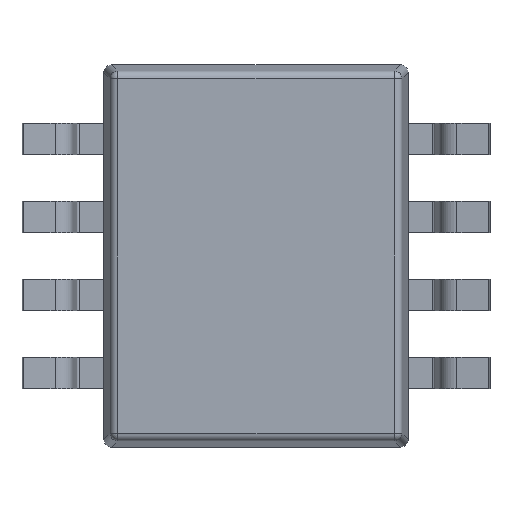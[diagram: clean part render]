
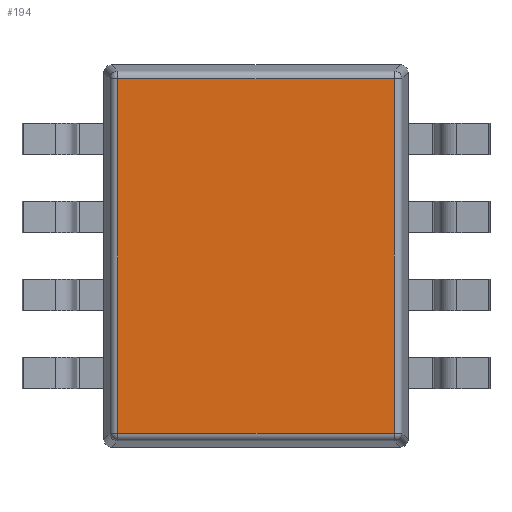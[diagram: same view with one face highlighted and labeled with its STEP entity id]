
A CAD part, front view. The second image highlights one B-rep face of the part: STEP entity #194.
In plain terms, the highlighted planar face has unit normal (0, -1, 0).
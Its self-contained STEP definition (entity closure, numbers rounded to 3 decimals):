
#194 = ADVANCED_FACE ( 'NONE', ( #334 ), #4664, .T. ) ;
#212 = CARTESIAN_POINT ( 'NONE',  ( 1.772, 0.25, 2.272 ) ) ;
#334 = FACE_OUTER_BOUND ( 'NONE', #1957, .T. ) ;
#421 = EDGE_CURVE ( 'NONE', #1510, #2878, #904, .T. ) ;
#459 = VECTOR ( 'NONE', #943, 1000. ) ;
#513 = ORIENTED_EDGE ( 'NONE', *, *, #3708, .T. ) ;
#849 = VERTEX_POINT ( 'NONE', #1295 ) ;
#904 = LINE ( 'NONE', #1257, #4006 ) ;
#943 = DIRECTION ( 'NONE',  ( 1., 0., 0. ) ) ;
#959 = ORIENTED_EDGE ( 'NONE', *, *, #2143, .T. ) ;
#1116 = AXIS2_PLACEMENT_3D ( 'NONE', #2470, #1428, #4686 ) ;
#1257 = CARTESIAN_POINT ( 'NONE',  ( 1.772, 0.25, 2.359 ) ) ;
#1295 = CARTESIAN_POINT ( 'NONE',  ( -1.772, 0.25, -2.272 ) ) ;
#1302 = DIRECTION ( 'NONE',  ( 0., 0., 1. ) ) ;
#1428 = DIRECTION ( 'NONE',  ( 0., -1., 0. ) ) ;
#1510 = VERTEX_POINT ( 'NONE', #4293 ) ;
#1932 = ORIENTED_EDGE ( 'NONE', *, *, #3671, .T. ) ;
#1957 = EDGE_LOOP ( 'NONE', ( #513, #1932, #959, #3578 ) ) ;
#2143 = EDGE_CURVE ( 'NONE', #849, #1510, #4202, .T. ) ;
#2175 = DIRECTION ( 'NONE',  ( 0., 0., -1. ) ) ;
#2194 = CARTESIAN_POINT ( 'NONE',  ( -1.772, 0.25, 2.272 ) ) ;
#2364 = DIRECTION ( 'NONE',  ( -1., 0., 0. ) ) ;
#2470 = CARTESIAN_POINT ( 'NONE',  ( 0., 0.25, 0. ) ) ;
#2540 = CARTESIAN_POINT ( 'NONE',  ( -1.772, 0.25, -2.359 ) ) ;
#2719 = LINE ( 'NONE', #4189, #3349 ) ;
#2878 = VERTEX_POINT ( 'NONE', #212 ) ;
#3105 = VECTOR ( 'NONE', #2175, 1000. ) ;
#3349 = VECTOR ( 'NONE', #2364, 1000. ) ;
#3578 = ORIENTED_EDGE ( 'NONE', *, *, #421, .T. ) ;
#3671 = EDGE_CURVE ( 'NONE', #4456, #849, #4701, .T. ) ;
#3708 = EDGE_CURVE ( 'NONE', #2878, #4456, #2719, .T. ) ;
#4006 = VECTOR ( 'NONE', #1302, 1000. ) ;
#4189 = CARTESIAN_POINT ( 'NONE',  ( -1.859, 0.25, 2.272 ) ) ;
#4202 = LINE ( 'NONE', #4574, #459 ) ;
#4293 = CARTESIAN_POINT ( 'NONE',  ( 1.772, 0.25, -2.272 ) ) ;
#4456 = VERTEX_POINT ( 'NONE', #2194 ) ;
#4574 = CARTESIAN_POINT ( 'NONE',  ( 1.859, 0.25, -2.272 ) ) ;
#4664 = PLANE ( 'NONE',  #1116 ) ;
#4686 = DIRECTION ( 'NONE',  ( 0., 0., -1. ) ) ;
#4701 = LINE ( 'NONE', #2540, #3105 ) ;
